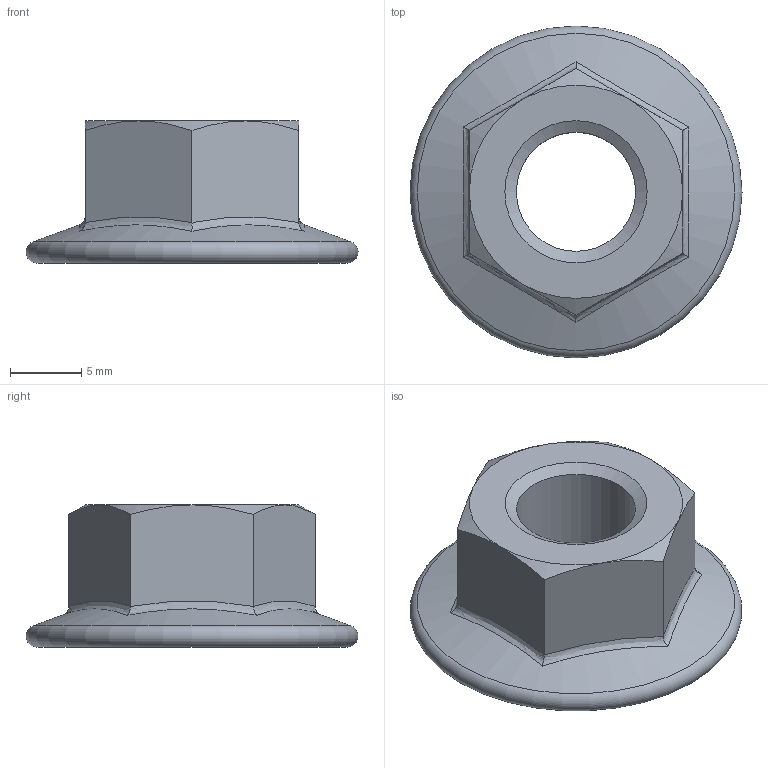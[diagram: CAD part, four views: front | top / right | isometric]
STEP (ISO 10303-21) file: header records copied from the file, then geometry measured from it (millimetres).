
FILE_DESCRIPTION(('STEP AP203'), '1');
FILE_NAME('PLib_Nut_ISO_1100', '', ('UNSPECIFIED'), ('UNSPECIFIED'), 'C3D Converter', 'C3D Toolkit', '');
FILE_SCHEMA(('CONFIG_CONTROL_DESIGN'));
Length unit declared in the file: millimetre
Bounding box: 23.35 x 23.35 x 10 mm (x, y, z)
Volume: 1830.3 mm3; surface area: 1433.2 mm2
Topology: 1 solids, 1 shells, 25 faces, 53 edges, 30 vertices
Faces by surface type: cone 9, plane 8, bspline 6, torus 1, cylinder 1
Full cylindrical faces by diameter (mm): 8.376 x1
Entity records: 2032 total; most frequent: CARTESIAN_POINT 1349, ORIENTED_EDGE 96, DIRECTION 70, EDGE_CURVE 48, AXIS2_PLACEMENT_3D 32, EDGE_LOOP 32, VERTEX_POINT 30, B_SPLINE_CURVE_WITH_KNOTS 30
